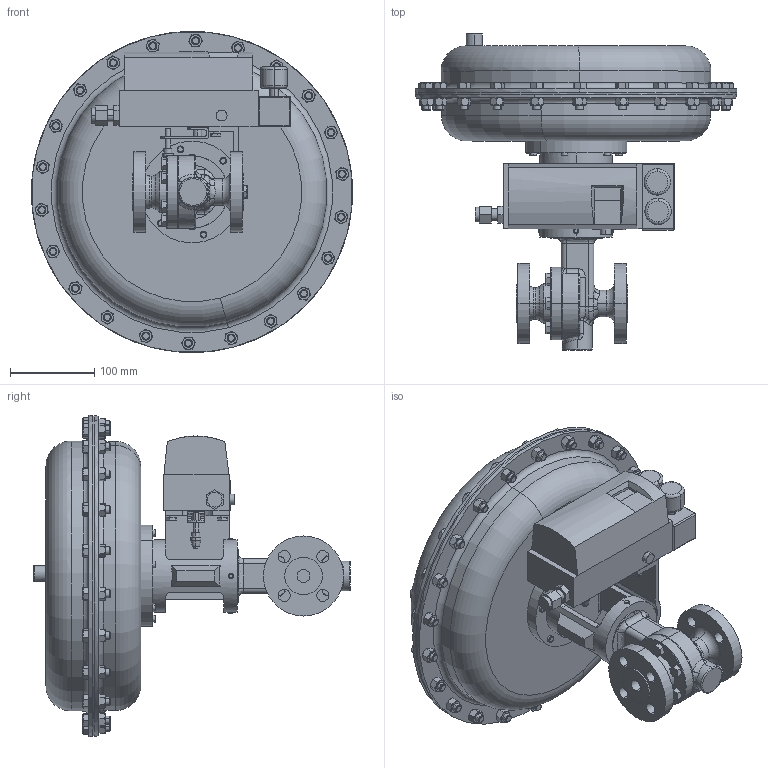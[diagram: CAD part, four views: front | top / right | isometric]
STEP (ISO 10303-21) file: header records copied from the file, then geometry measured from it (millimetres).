
FILE_DESCRIPTION (( 'STEP AP203' ), '1' );
FILE_NAME ('70SP-050-CS+S6-I8-85M-16IQ.STEP', '2017-09-11T13:35:25', ( '' ), ( '' ), 'SwSTEP 2.0', 'SolidWorks 2014', '' );
FILE_SCHEMA (( 'CONFIG_CONTROL_DESIGN' ));
Length unit declared in the file: inch
Products named in the file (1): 70SP-050-CS+S6-I8-85M-16IQ
Bounding box: 380.96 x 375.58 x 380.89 mm (x, y, z)
Volume: 11392057.8 mm3; surface area: 551470.7 mm2
Topology: 1 solids, 1 shells, 1339 faces, 3056 edges, 1825 vertices
Faces by surface type: plane 530, cone 514, cylinder 207, bspline 47, torus 37, sphere 4
Entity records: 43189 total; most frequent: CARTESIAN_POINT 14608, ORIENTED_EDGE 6100, DIRECTION 5606, EDGE_CURVE 3050, AXIS2_PLACEMENT_3D 2292, VERTEX_POINT 1825, EDGE_LOOP 1471, FACE_OUTER_BOUND 1339
